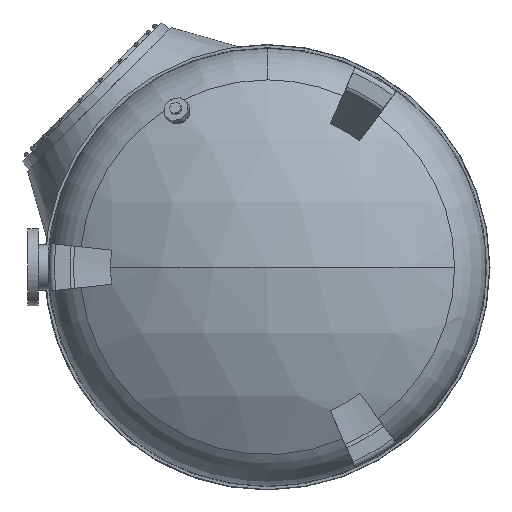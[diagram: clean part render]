
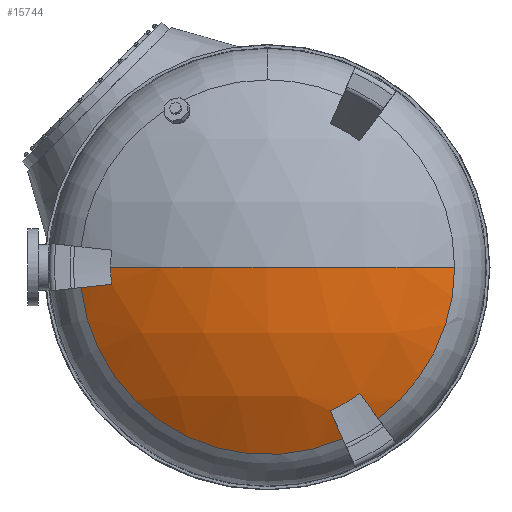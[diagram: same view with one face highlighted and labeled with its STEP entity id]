
A CAD part, front view. The second image highlights one B-rep face of the part: STEP entity #15744.
In plain terms, the highlighted spherical face has radius 1002 mm.
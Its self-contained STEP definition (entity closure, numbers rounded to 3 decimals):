
#29 = CIRCLE ( 'NONE', #20182, 1002. ) ;
#215 = DIRECTION ( 'NONE',  ( 0., 0., -1. ) ) ;
#319 = CARTESIAN_POINT ( 'NONE',  ( 14219.207, 874.596, -48.658 ) ) ;
#358 = DIRECTION ( 'NONE',  ( -0.866, 0., -0.5 ) ) ;
#484 = CARTESIAN_POINT ( 'NONE',  ( 15198.47, 924.153, 0. ) ) ;
#1649 = VERTEX_POINT ( 'NONE', #5527 ) ;
#1674 = ORIENTED_EDGE ( 'NONE', *, *, #26357, .F. ) ;
#2283 = EDGE_CURVE ( 'NONE', #26854, #13619, #14514, .T. ) ;
#2977 = CARTESIAN_POINT ( 'NONE',  ( 14663.5, 874.596, 0. ) ) ;
#3914 = VERTEX_POINT ( 'NONE', #484 ) ;
#4010 = AXIS2_PLACEMENT_3D ( 'NONE', #6420, #8639, #23305 ) ;
#4184 = CARTESIAN_POINT ( 'NONE',  ( 14663.5, 924.153, 0. ) ) ;
#4308 = VERTEX_POINT ( 'NONE', #26237 ) ;
#4402 = CIRCLE ( 'NONE', #27296, 534.97 ) ;
#4414 = AXIS2_PLACEMENT_3D ( 'NONE', #2977, #9178, #6965 ) ;
#4538 = CARTESIAN_POINT ( 'NONE',  ( 14663.5, 1771.39, 0. ) ) ;
#5524 = DIRECTION ( 'NONE',  ( 1., 0., 0. ) ) ;
#5527 = CARTESIAN_POINT ( 'NONE',  ( 14663.5, 769.39, 0. ) ) ;
#5609 = CARTESIAN_POINT ( 'NONE',  ( 14979.833, 924.153, -431.424 ) ) ;
#5696 = ORIENTED_EDGE ( 'NONE', *, *, #2283, .T. ) ;
#6420 = CARTESIAN_POINT ( 'NONE',  ( 14663.5, 1771.39, 0. ) ) ;
#6454 = FACE_OUTER_BOUND ( 'NONE', #12118, .T. ) ;
#6939 = DIRECTION ( 'NONE',  ( -0.591, 0., 0.806 ) ) ;
#6965 = DIRECTION ( 'NONE',  ( 0., 0., 1. ) ) ;
#7377 = EDGE_CURVE ( 'NONE', #26854, #4308, #21230, .T. ) ;
#7730 = ORIENTED_EDGE ( 'NONE', *, *, #9348, .F. ) ;
#8002 = VERTEX_POINT ( 'NONE', #5609 ) ;
#8168 = EDGE_CURVE ( 'NONE', #3914, #8002, #4402, .T. ) ;
#8639 = DIRECTION ( 'NONE',  ( 0., 0., 1. ) ) ;
#8652 = ORIENTED_EDGE ( 'NONE', *, *, #8168, .F. ) ;
#8798 = ORIENTED_EDGE ( 'NONE', *, *, #12501, .F. ) ;
#9178 = DIRECTION ( 'NONE',  ( 0., 1., 0. ) ) ;
#9348 = EDGE_CURVE ( 'NONE', #8002, #20909, #16814, .T. ) ;
#9505 = CIRCLE ( 'NONE', #4414, 446.949 ) ;
#9706 = CIRCLE ( 'NONE', #14742, 1002. ) ;
#10080 = AXIS2_PLACEMENT_3D ( 'NONE', #23649, #11045, #6939 ) ;
#10626 = DIRECTION ( 'NONE',  ( 0., 0., 1. ) ) ;
#10969 = AXIS2_PLACEMENT_3D ( 'NONE', #18744, #14707, #14622 ) ;
#11045 = DIRECTION ( 'NONE',  ( -0.806, 0., -0.591 ) ) ;
#11692 = CARTESIAN_POINT ( 'NONE',  ( 14663.5, 924.153, 0. ) ) ;
#11891 = DIRECTION ( 'NONE',  ( -0.109, 0., 0.994 ) ) ;
#12118 = EDGE_LOOP ( 'NONE', ( #1674, #25413, #12961, #8798, #19860, #5696, #20312, #7730, #8652 ) ) ;
#12501 = EDGE_CURVE ( 'NONE', #4308, #20188, #29, .T. ) ;
#12700 = AXIS2_PLACEMENT_3D ( 'NONE', #25484, #23656, #358 ) ;
#12704 = SPHERICAL_SURFACE ( 'NONE', #4010, 1002. ) ;
#12818 = CARTESIAN_POINT ( 'NONE',  ( 14216.551, 874.596, 0. ) ) ;
#12961 = ORIENTED_EDGE ( 'NONE', *, *, #18770, .F. ) ;
#13272 = EDGE_CURVE ( 'NONE', #20909, #13619, #14077, .T. ) ;
#13619 = VERTEX_POINT ( 'NONE', #22256 ) ;
#14077 = CIRCLE ( 'NONE', #12700, 446.949 ) ;
#14514 = CIRCLE ( 'NONE', #10969, 1002. ) ;
#14622 = DIRECTION ( 'NONE',  ( -0.403, 0., 0.915 ) ) ;
#14707 = DIRECTION ( 'NONE',  ( -0.915, 0., -0.403 ) ) ;
#14742 = AXIS2_PLACEMENT_3D ( 'NONE', #4538, #215, #25243 ) ;
#14883 = AXIS2_PLACEMENT_3D ( 'NONE', #11692, #26402, #18162 ) ;
#15744 = ADVANCED_FACE ( 'NONE', ( #6454 ), #12704, .T. ) ;
#16312 = CARTESIAN_POINT ( 'NONE',  ( 14663.5, 1771.39, 0. ) ) ;
#16444 = EDGE_CURVE ( 'NONE', #1649, #24703, #9706, .T. ) ;
#16814 = CIRCLE ( 'NONE', #10080, 1002. ) ;
#18082 = DIRECTION ( 'NONE',  ( 0.994, 0., 0.109 ) ) ;
#18162 = DIRECTION ( 'NONE',  ( 0., 0., 1. ) ) ;
#18224 = DIRECTION ( 'NONE',  ( 0., 0., 1. ) ) ;
#18744 = CARTESIAN_POINT ( 'NONE',  ( 14663.5, 1771.39, 0. ) ) ;
#18770 = EDGE_CURVE ( 'NONE', #20188, #24703, #9505, .T. ) ;
#19860 = ORIENTED_EDGE ( 'NONE', *, *, #7377, .F. ) ;
#19903 = CIRCLE ( 'NONE', #23577, 1002. ) ;
#19952 = CARTESIAN_POINT ( 'NONE',  ( 14927.785, 874.596, -360.44 ) ) ;
#20182 = AXIS2_PLACEMENT_3D ( 'NONE', #22262, #11891, #18082 ) ;
#20188 = VERTEX_POINT ( 'NONE', #319 ) ;
#20312 = ORIENTED_EDGE ( 'NONE', *, *, #13272, .F. ) ;
#20909 = VERTEX_POINT ( 'NONE', #19952 ) ;
#21003 = DIRECTION ( 'NONE',  ( 0., 1., 0. ) ) ;
#21230 = CIRCLE ( 'NONE', #14883, 534.97 ) ;
#22256 = CARTESIAN_POINT ( 'NONE',  ( 14843.507, 874.596, -409.098 ) ) ;
#22262 = CARTESIAN_POINT ( 'NONE',  ( 14663.5, 1771.39, 0. ) ) ;
#23305 = DIRECTION ( 'NONE',  ( -1., 0., 0. ) ) ;
#23577 = AXIS2_PLACEMENT_3D ( 'NONE', #16312, #18224, #5524 ) ;
#23649 = CARTESIAN_POINT ( 'NONE',  ( 14663.5, 1771.39, 0. ) ) ;
#23656 = DIRECTION ( 'NONE',  ( 0., 1., 0. ) ) ;
#24703 = VERTEX_POINT ( 'NONE', #12818 ) ;
#25243 = DIRECTION ( 'NONE',  ( -1., 0., 0. ) ) ;
#25413 = ORIENTED_EDGE ( 'NONE', *, *, #16444, .T. ) ;
#25484 = CARTESIAN_POINT ( 'NONE',  ( 14663.5, 874.596, 0. ) ) ;
#25694 = CARTESIAN_POINT ( 'NONE',  ( 14878.957, 924.153, -489.664 ) ) ;
#26237 = CARTESIAN_POINT ( 'NONE',  ( 14131.71, 924.153, -58.24 ) ) ;
#26357 = EDGE_CURVE ( 'NONE', #1649, #3914, #19903, .T. ) ;
#26402 = DIRECTION ( 'NONE',  ( 0., 1., 0. ) ) ;
#26854 = VERTEX_POINT ( 'NONE', #25694 ) ;
#27296 = AXIS2_PLACEMENT_3D ( 'NONE', #4184, #21003, #10626 ) ;
